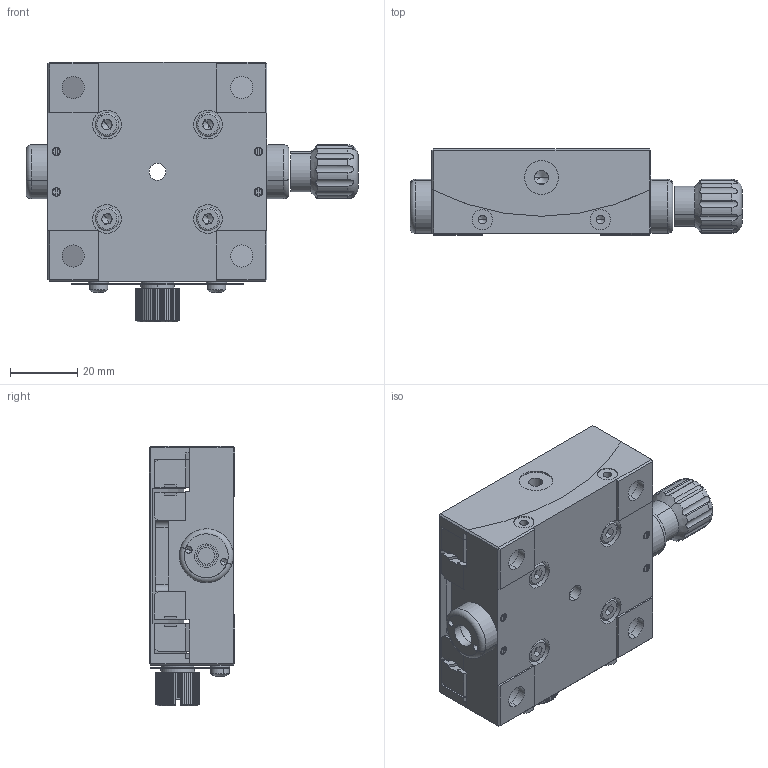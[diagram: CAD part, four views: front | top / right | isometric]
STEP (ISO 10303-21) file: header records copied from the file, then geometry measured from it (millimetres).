
FILE_DESCRIPTION (( 'STEP AP214' ), '1' );
FILE_NAME ('KSMG15-65.step', '2019-12-04T02:20:42', ( '' ), ( '' ), 'SwSTEP 2.0', 'SolidWorks 2017', '' );
FILE_SCHEMA (( 'AUTOMOTIVE_DESIGN' ));
Length unit declared in the file: millimetre
Products named in the file (1): KSMG15-65
Bounding box: 98.5 x 25.5 x 77 mm (x, y, z)
Volume: 84079.4 mm3; surface area: 51963.8 mm2
Topology: 39 solids, 39 shells, 1358 faces, 3432 edges, 2171 vertices
Faces by surface type: plane 749, cylinder 432, cone 139, torus 30, sphere 4, bspline 4
Entity records: 58645 total; most frequent: CARTESIAN_POINT 10506, DIRECTION 6837, ORIENTED_EDGE 6744, EDGE_CURVE 3372, AXIS2_PLACEMENT_3D 2446, VERTEX_POINT 2171, VECTOR 1945, LINE 1945
